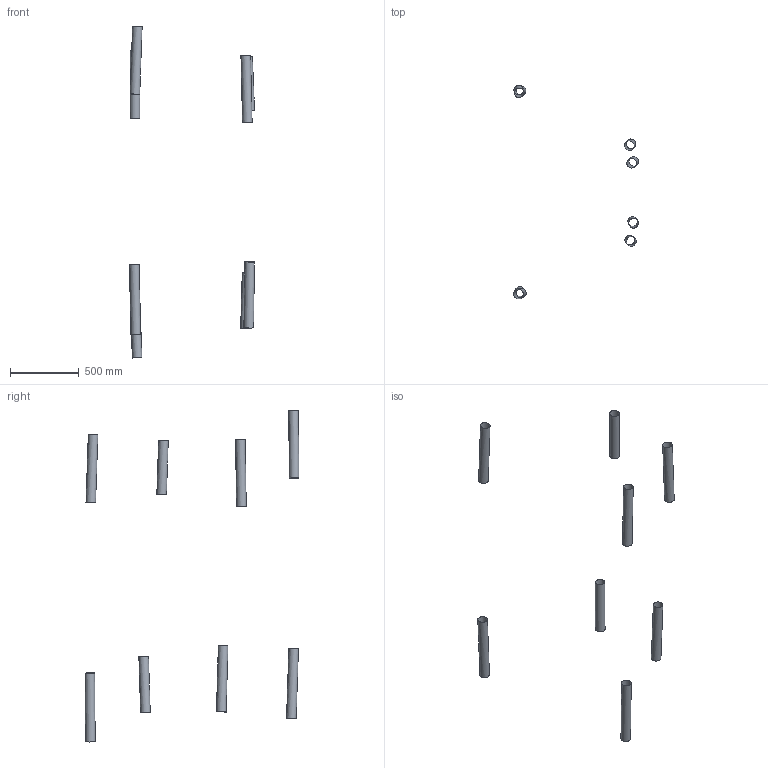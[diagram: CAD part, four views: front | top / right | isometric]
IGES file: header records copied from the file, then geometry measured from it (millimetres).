
Global section: file name: VVSA3 CY.MC9; native system: MASTERCAM; preprocessor: 1; date: 061024.135730; units: inch
Bounding box: 906.58 x 1550.95 x 2406.91 mm (x, y, z)
Surface area: 824571.6 mm2 (no closed solid volume)
Topology: 0 solids, 0 shells, 8 faces, 40 edges, 40 vertices
Faces by surface type: bspline 8
